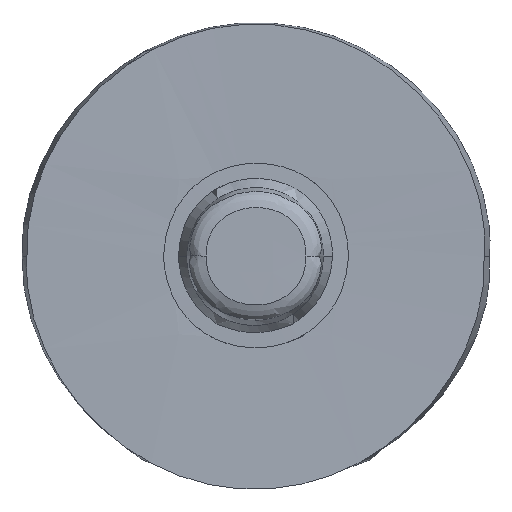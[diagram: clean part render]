
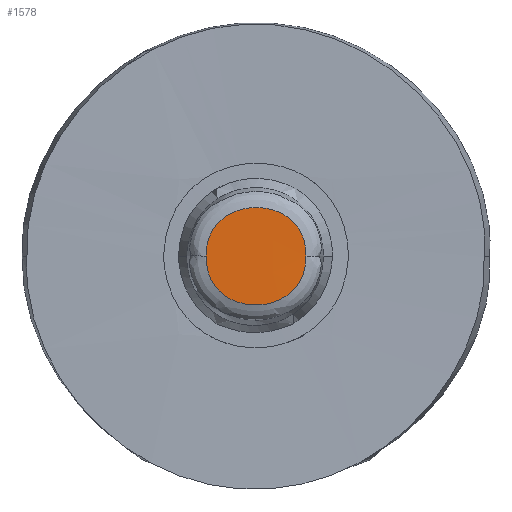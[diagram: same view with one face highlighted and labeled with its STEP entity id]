
A CAD part, top view. The second image highlights one B-rep face of the part: STEP entity #1578.
In plain terms, the highlighted free-form (B-spline) face has degree [3, 3] with [4, 4] control points.
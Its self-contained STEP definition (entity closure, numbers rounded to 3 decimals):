
#33 = B_SPLINE_SURFACE_WITH_KNOTS('',3,3,(
    (#34,#35,#36,#37)
    ,(#38,#39,#40,#41)
    ,(#42,#43,#44,#45)
    ,(#46,#47,#48,#49
    )),.UNSPECIFIED.,.F.,.F.,.F.,(4,4),(4,4),(0.,1.),(0.,1.),
  .PIECEWISE_BEZIER_KNOTS.);
#34 = CARTESIAN_POINT('',(0.288,-0.009,
    0.591));
#35 = CARTESIAN_POINT('',(0.284,-0.007,
    0.627));
#36 = CARTESIAN_POINT('',(0.26,-0.001,
    0.657));
#37 = CARTESIAN_POINT('',(0.221,-0.005,
    0.657));
#38 = CARTESIAN_POINT('',(0.299,0.377,0.59));
#39 = CARTESIAN_POINT('',(0.314,0.379,0.622));
#40 = CARTESIAN_POINT('',(0.262,0.339,0.66)
  );
#41 = CARTESIAN_POINT('',(0.235,0.298,0.652)
  );
#42 = CARTESIAN_POINT('',(-0.306,0.369,0.59)
  );
#43 = CARTESIAN_POINT('',(-0.32,0.38,0.623)
  );
#44 = CARTESIAN_POINT('',(-0.273,0.337,0.657)
  );
#45 = CARTESIAN_POINT('',(-0.244,0.292,0.653)
  );
#46 = CARTESIAN_POINT('',(-0.292,-0.012,
    0.592));
#47 = CARTESIAN_POINT('',(-0.289,-0.012,
    0.628));
#48 = CARTESIAN_POINT('',(-0.265,-0.005,
    0.657));
#49 = CARTESIAN_POINT('',(-0.225,-0.006,
    0.658));
#103 = VERTEX_POINT('',#104);
#104 = CARTESIAN_POINT('',(-0.213,-0.002,
    0.661));
#126 = B_SPLINE_SURFACE_WITH_KNOTS('',3,3,(
    (#127,#128,#129,#130)
    ,(#131,#132,#133,#134)
    ,(#135,#136,#137,#138)
    ,(#139,#140,#141,#142
    )),.UNSPECIFIED.,.F.,.F.,.F.,(4,4),(4,4),(0.,1.),(0.,1.),
  .PIECEWISE_BEZIER_KNOTS.);
#127 = CARTESIAN_POINT('',(-0.295,-0.002,
    0.588));
#128 = CARTESIAN_POINT('',(-0.293,-0.002,
    0.625));
#129 = CARTESIAN_POINT('',(-0.268,-0.001,
    0.654));
#130 = CARTESIAN_POINT('',(-0.231,0.003,
    0.653));
#131 = CARTESIAN_POINT('',(-0.294,-0.376,
    0.587));
#132 = CARTESIAN_POINT('',(-0.306,-0.375,
    0.623));
#133 = CARTESIAN_POINT('',(-0.264,-0.335,0.652
    ));
#134 = CARTESIAN_POINT('',(-0.234,-0.288,0.655
    ));
#135 = CARTESIAN_POINT('',(0.286,-0.368,0.588
    ));
#136 = CARTESIAN_POINT('',(0.297,-0.375,0.624
    ));
#137 = CARTESIAN_POINT('',(0.261,-0.327,0.659)
  );
#138 = CARTESIAN_POINT('',(0.229,-0.285,0.653)
  );
#139 = CARTESIAN_POINT('',(0.287,0.001,
    0.593));
#140 = CARTESIAN_POINT('',(0.285,0.001,
    0.628));
#141 = CARTESIAN_POINT('',(0.258,0.,
    0.658));
#142 = CARTESIAN_POINT('',(0.225,0.007,
    0.659));
#172 = EDGE_CURVE('',#103,#173,#175,.T.);
#173 = VERTEX_POINT('',#174);
#174 = CARTESIAN_POINT('',(0.212,-0.002,
    0.66));
#175 = SURFACE_CURVE('',#176,(#181,#194),.PCURVE_S1.);
#176 = B_SPLINE_CURVE_WITH_KNOTS('',3,(#177,#178,#179,#180),
  .UNSPECIFIED.,.F.,.F.,(4,4),(0.,1.),.PIECEWISE_BEZIER_KNOTS.);
#177 = CARTESIAN_POINT('',(-0.213,-0.002,
    0.661));
#178 = CARTESIAN_POINT('',(-0.219,0.274,0.661
    ));
#179 = CARTESIAN_POINT('',(0.22,0.274,0.662)
  );
#180 = CARTESIAN_POINT('',(0.212,-0.002,
    0.66));
#181 = PCURVE('',#33,#182);
#182 = DEFINITIONAL_REPRESENTATION('',(#183),#193);
#183 = B_SPLINE_CURVE_WITH_KNOTS('',8,(#184,#185,#186,#187,#188,#189,
    #190,#191,#192),.UNSPECIFIED.,.F.,.F.,(9,9),(0.,1.),
  .PIECEWISE_BEZIER_KNOTS.);
#184 = CARTESIAN_POINT('',(0.996,1.057));
#185 = CARTESIAN_POINT('',(0.876,1.091));
#186 = CARTESIAN_POINT('',(0.734,0.91));
#187 = CARTESIAN_POINT('',(0.621,1.222));
#188 = CARTESIAN_POINT('',(0.495,0.926));
#189 = CARTESIAN_POINT('',(0.365,1.093));
#190 = CARTESIAN_POINT('',(0.252,1.037));
#191 = CARTESIAN_POINT('',(0.119,1.043));
#192 = CARTESIAN_POINT('',(0.003,1.018));
#193 = ( GEOMETRIC_REPRESENTATION_CONTEXT(2) 
PARAMETRIC_REPRESENTATION_CONTEXT() REPRESENTATION_CONTEXT('2D SPACE',''
  ) );
#194 = PCURVE('',#195,#212);
#195 = B_SPLINE_SURFACE_WITH_KNOTS('',3,3,(
    (#196,#197,#198,#199)
    ,(#200,#201,#202,#203)
    ,(#204,#205,#206,#207)
    ,(#208,#209,#210,#211
    )),.UNSPECIFIED.,.F.,.F.,.F.,(4,4),(4,4),(0.,1.),(0.,1.),
  .PIECEWISE_BEZIER_KNOTS.);
#196 = CARTESIAN_POINT('',(-0.222,-0.222,
    0.661));
#197 = CARTESIAN_POINT('',(-0.223,-0.073,
    0.662));
#198 = CARTESIAN_POINT('',(-0.223,0.072,
    0.662));
#199 = CARTESIAN_POINT('',(-0.222,0.22,0.662
    ));
#200 = CARTESIAN_POINT('',(-0.076,-0.22,
    0.659));
#201 = CARTESIAN_POINT('',(-0.074,-0.075,
    0.663));
#202 = CARTESIAN_POINT('',(-0.073,0.076,
    0.66));
#203 = CARTESIAN_POINT('',(-0.074,0.221,
    0.661));
#204 = CARTESIAN_POINT('',(0.075,-0.22,
    0.661));
#205 = CARTESIAN_POINT('',(0.074,-0.073,
    0.661));
#206 = CARTESIAN_POINT('',(0.075,0.073,
    0.663));
#207 = CARTESIAN_POINT('',(0.076,0.222,
    0.661));
#208 = CARTESIAN_POINT('',(0.223,-0.222,0.659
    ));
#209 = CARTESIAN_POINT('',(0.224,-0.073,
    0.662));
#210 = CARTESIAN_POINT('',(0.224,0.074,
    0.662));
#211 = CARTESIAN_POINT('',(0.223,0.221,0.661)
  );
#212 = DEFINITIONAL_REPRESENTATION('',(#213),#218);
#213 = B_SPLINE_CURVE_WITH_KNOTS('',3,(#214,#215,#216,#217),
  .UNSPECIFIED.,.F.,.F.,(4,4),(0.,1.),.PIECEWISE_BEZIER_KNOTS.);
#214 = CARTESIAN_POINT('',(0.022,0.498));
#215 = CARTESIAN_POINT('',(0.008,1.122));
#216 = CARTESIAN_POINT('',(0.992,1.12));
#217 = CARTESIAN_POINT('',(0.974,0.496));
#218 = ( GEOMETRIC_REPRESENTATION_CONTEXT(2) 
PARAMETRIC_REPRESENTATION_CONTEXT() REPRESENTATION_CONTEXT('2D SPACE',''
  ) );
#1578 = ADVANCED_FACE('',(#1579),#195,.T.);
#1579 = FACE_BOUND('',#1580,.F.);
#1580 = EDGE_LOOP('',(#1581,#1582));
#1581 = ORIENTED_EDGE('',*,*,#172,.T.);
#1582 = ORIENTED_EDGE('',*,*,#1583,.T.);
#1583 = EDGE_CURVE('',#173,#103,#1584,.T.);
#1584 = SURFACE_CURVE('',#1585,(#1590,#1598),.PCURVE_S1.);
#1585 = B_SPLINE_CURVE_WITH_KNOTS('',3,(#1586,#1587,#1588,#1589),
  .UNSPECIFIED.,.F.,.F.,(4,4),(0.,1.),.PIECEWISE_BEZIER_KNOTS.);
#1586 = CARTESIAN_POINT('',(0.212,-0.002,
    0.66));
#1587 = CARTESIAN_POINT('',(0.216,-0.278,
    0.662));
#1588 = CARTESIAN_POINT('',(-0.219,-0.28,0.661
    ));
#1589 = CARTESIAN_POINT('',(-0.213,-0.002,
    0.661));
#1590 = PCURVE('',#195,#1591);
#1591 = DEFINITIONAL_REPRESENTATION('',(#1592),#1597);
#1592 = B_SPLINE_CURVE_WITH_KNOTS('',3,(#1593,#1594,#1595,#1596),
  .UNSPECIFIED.,.F.,.F.,(4,4),(0.,1.),.PIECEWISE_BEZIER_KNOTS.);
#1593 = CARTESIAN_POINT('',(0.974,0.496));
#1594 = CARTESIAN_POINT('',(0.983,-0.129));
#1595 = CARTESIAN_POINT('',(0.009,-0.134));
#1596 = CARTESIAN_POINT('',(0.022,0.498));
#1597 = ( GEOMETRIC_REPRESENTATION_CONTEXT(2) 
PARAMETRIC_REPRESENTATION_CONTEXT() REPRESENTATION_CONTEXT('2D SPACE',''
  ) );
#1598 = PCURVE('',#126,#1599);
#1599 = DEFINITIONAL_REPRESENTATION('',(#1600),#1609);
#1600 = B_SPLINE_CURVE_WITH_KNOTS('',7,(#1601,#1602,#1603,#1604,#1605,
    #1606,#1607,#1608),.UNSPECIFIED.,.F.,.F.,(8,8),(0.,1.),
  .PIECEWISE_BEZIER_KNOTS.);
#1601 = CARTESIAN_POINT('',(0.989,1.058));
#1602 = CARTESIAN_POINT('',(0.856,0.858));
#1603 = CARTESIAN_POINT('',(0.663,1.316));
#1604 = CARTESIAN_POINT('',(0.626,0.75));
#1605 = CARTESIAN_POINT('',(0.384,1.124));
#1606 = CARTESIAN_POINT('',(0.331,1.015));
#1607 = CARTESIAN_POINT('',(0.149,1.035));
#1608 = CARTESIAN_POINT('',(0.007,1.059));
#1609 = ( GEOMETRIC_REPRESENTATION_CONTEXT(2) 
PARAMETRIC_REPRESENTATION_CONTEXT() REPRESENTATION_CONTEXT('2D SPACE',''
  ) );
